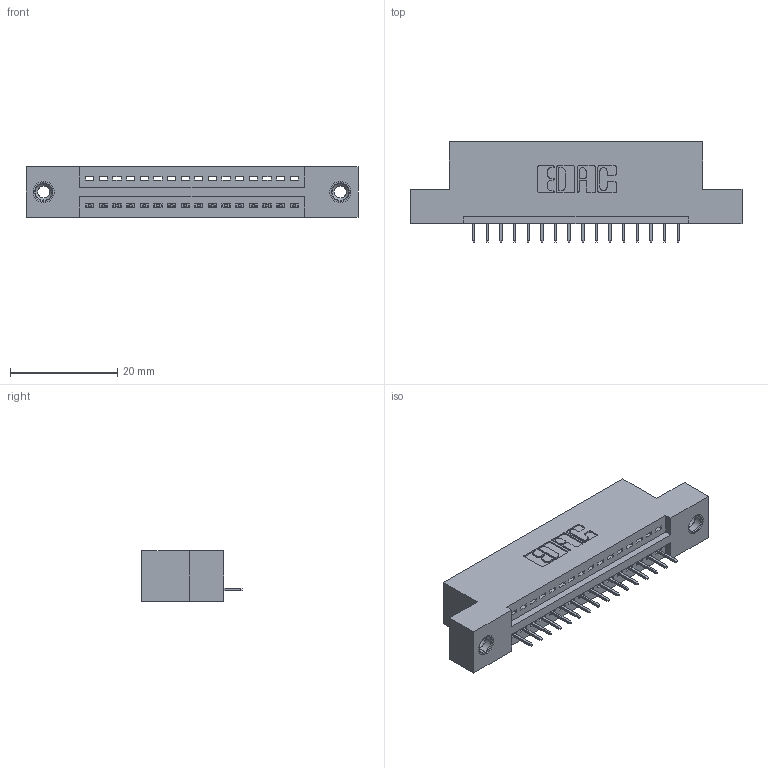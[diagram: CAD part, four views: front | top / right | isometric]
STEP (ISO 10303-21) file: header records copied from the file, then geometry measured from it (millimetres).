
FILE_DESCRIPTION (( 'STEP AP203' ), '1' );
FILE_NAME ('895-016-525-108.STEP', '2020-09-25T04:49:47', ( '' ), ( '' ), 'SwSTEP 2.0', 'SolidWorks 2020', '' );
FILE_SCHEMA (( 'CONFIG_CONTROL_DESIGN' ));
Length unit declared in the file: inch
Products named in the file (4): 845 Part_Flush Mounting Lugs - 0.156 Dia-TI; 345-250-001_345-250-003-102; 345-292-001_345-293-125; 895-016-525-108
Assembly tree (19 placements, depth 2):
  895-016-525-108
    845 Part_Flush Mounting Lugs - 0.156 Dia-TI
    345-292-001_345-293-125  x16
    345-250-001_345-250-003-102  x2
Bounding box: 61.85 x 18.72 x 9.4 mm (x, y, z)
Volume: 5589.7 mm3; surface area: 6876.1 mm2
Topology: 19 solids, 19 shells, 1178 faces, 3357 edges, 2166 vertices
Faces by surface type: plane 848, cylinder 314, cone 12, torus 4
Entity records: 16802 total; most frequent: CARTESIAN_POINT 2891, ORIENTED_EDGE 2834, DIRECTION 2591, EDGE_CURVE 1417, LINE 1205, VECTOR 1205, VERTEX_POINT 936, AXIS2_PLACEMENT_3D 693
